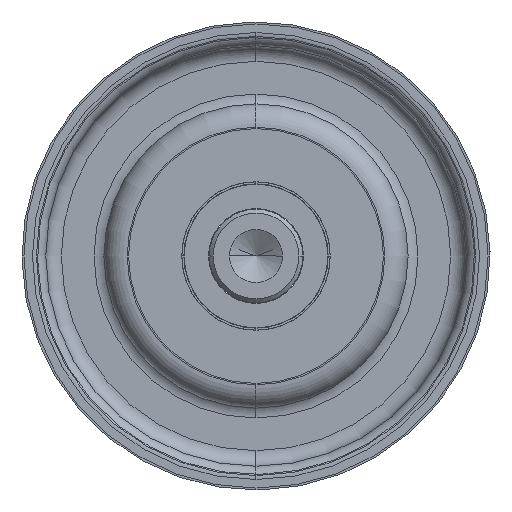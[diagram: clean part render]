
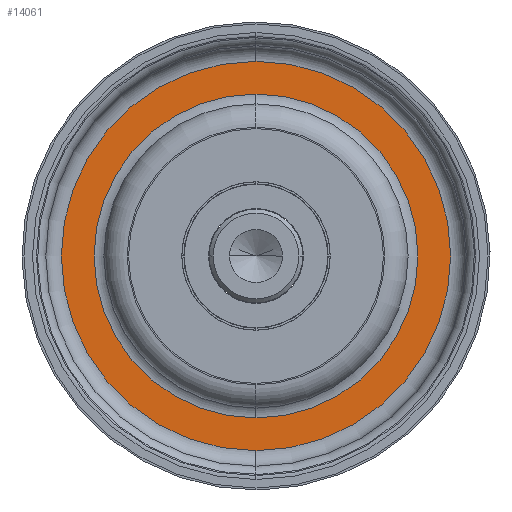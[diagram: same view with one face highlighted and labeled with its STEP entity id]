
A CAD part, left-side view. The second image highlights one B-rep face of the part: STEP entity #14061.
In plain terms, the highlighted planar face has unit normal (-1, 0, 0).
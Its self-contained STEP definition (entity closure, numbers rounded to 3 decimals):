
#910 = VERTEX_POINT ( 'NONE', #9014 ) ;
#1512 = DIRECTION ( 'NONE',  ( 0., 0., 1. ) ) ;
#1654 = DIRECTION ( 'NONE',  ( 0., 0., 1. ) ) ;
#1773 = CARTESIAN_POINT ( 'NONE',  ( 13.5, 0., -20.754 ) ) ;
#2403 = CARTESIAN_POINT ( 'NONE',  ( 13.5, 0., 0. ) ) ;
#2744 = DIRECTION ( 'NONE',  ( 1., 0., 0. ) ) ;
#2983 = ORIENTED_EDGE ( 'NONE', *, *, #5265, .F. ) ;
#3074 = AXIS2_PLACEMENT_3D ( 'NONE', #2403, #4528, #6668 ) ;
#3291 = CIRCLE ( 'NONE', #9429, 20.754 ) ;
#3445 = CIRCLE ( 'NONE', #3074, 24.95 ) ;
#3520 = EDGE_CURVE ( 'NONE', #7548, #910, #4342, .T. ) ;
#3564 = EDGE_CURVE ( 'NONE', #910, #7548, #3291, .T. ) ;
#3766 = CARTESIAN_POINT ( 'NONE',  ( 13.5, 0., 0. ) ) ;
#3797 = AXIS2_PLACEMENT_3D ( 'NONE', #4602, #10116, #11206 ) ;
#3940 = EDGE_CURVE ( 'NONE', #9281, #9291, #3445, .T. ) ;
#4117 = AXIS2_PLACEMENT_3D ( 'NONE', #12756, #2744, #1654 ) ;
#4342 = CIRCLE ( 'NONE', #4454, 20.754 ) ;
#4454 = AXIS2_PLACEMENT_3D ( 'NONE', #3766, #13951, #9492 ) ;
#4528 = DIRECTION ( 'NONE',  ( 1., 0., 0. ) ) ;
#4602 = CARTESIAN_POINT ( 'NONE',  ( 13.5, 0., 22.852 ) ) ;
#4673 = FACE_BOUND ( 'NONE', #9669, .T. ) ;
#5265 = EDGE_CURVE ( 'NONE', #9291, #9281, #12542, .T. ) ;
#5359 = FACE_OUTER_BOUND ( 'NONE', #5637, .T. ) ;
#5478 = PLANE ( 'NONE',  #3797 ) ;
#5637 = EDGE_LOOP ( 'NONE', ( #2983, #8122 ) ) ;
#5942 = DIRECTION ( 'NONE',  ( 1., 0., 0. ) ) ;
#6501 = CARTESIAN_POINT ( 'NONE',  ( 13.5, 0., 24.95 ) ) ;
#6615 = ORIENTED_EDGE ( 'NONE', *, *, #3520, .T. ) ;
#6668 = DIRECTION ( 'NONE',  ( 0., 0., 1. ) ) ;
#7548 = VERTEX_POINT ( 'NONE', #1773 ) ;
#8122 = ORIENTED_EDGE ( 'NONE', *, *, #3940, .F. ) ;
#9014 = CARTESIAN_POINT ( 'NONE',  ( 13.5, 0., 20.754 ) ) ;
#9281 = VERTEX_POINT ( 'NONE', #12138 ) ;
#9291 = VERTEX_POINT ( 'NONE', #6501 ) ;
#9429 = AXIS2_PLACEMENT_3D ( 'NONE', #11782, #5942, #1512 ) ;
#9492 = DIRECTION ( 'NONE',  ( 0., 0., 1. ) ) ;
#9669 = EDGE_LOOP ( 'NONE', ( #12196, #6615 ) ) ;
#10116 = DIRECTION ( 'NONE',  ( -1., 0., 0. ) ) ;
#11206 = DIRECTION ( 'NONE',  ( 0., 0., -1. ) ) ;
#11782 = CARTESIAN_POINT ( 'NONE',  ( 13.5, 0., 0. ) ) ;
#12138 = CARTESIAN_POINT ( 'NONE',  ( 13.5, 0., -24.95 ) ) ;
#12196 = ORIENTED_EDGE ( 'NONE', *, *, #3564, .T. ) ;
#12542 = CIRCLE ( 'NONE', #4117, 24.95 ) ;
#12756 = CARTESIAN_POINT ( 'NONE',  ( 13.5, 0., 0. ) ) ;
#13951 = DIRECTION ( 'NONE',  ( 1., 0., 0. ) ) ;
#14061 = ADVANCED_FACE ( 'NONE', ( #5359, #4673 ), #5478, .T. ) ;
